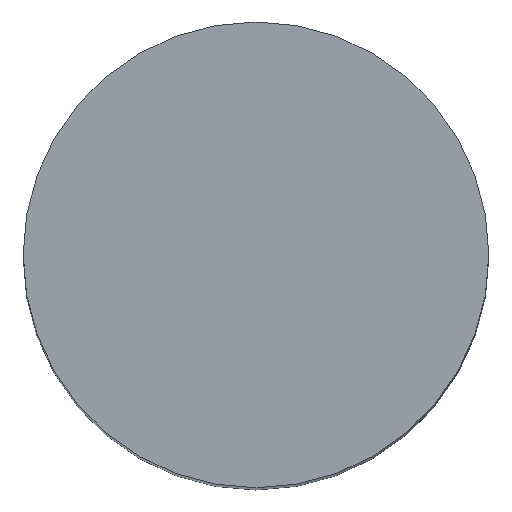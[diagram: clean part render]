
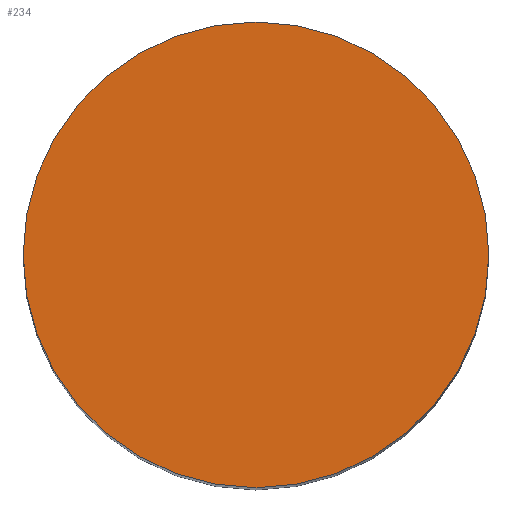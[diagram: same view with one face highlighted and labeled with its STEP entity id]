
A CAD part, top view. The second image highlights one B-rep face of the part: STEP entity #234.
In plain terms, the highlighted planar face has unit normal (0, 0, 1).
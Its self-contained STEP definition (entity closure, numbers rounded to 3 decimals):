
#17=PLANE('',#272);
#32=FACE_OUTER_BOUND('',#50,.T.);
#50=EDGE_LOOP('',(#173));
#111=CIRCLE('',#270,17.);
#119=VERTEX_POINT('',#373);
#139=EDGE_CURVE('',#119,#119,#111,.T.);
#173=ORIENTED_EDGE('',*,*,#139,.T.);
#234=ADVANCED_FACE('',(#32),#17,.T.);
#270=AXIS2_PLACEMENT_3D('',#374,#299,#300);
#272=AXIS2_PLACEMENT_3D('',#378,#304,#305);
#299=DIRECTION('center_axis',(0.,0.,1.));
#300=DIRECTION('ref_axis',(1.,0.,0.));
#304=DIRECTION('center_axis',(0.,0.,1.));
#305=DIRECTION('ref_axis',(1.,0.,0.));
#373=CARTESIAN_POINT('',(-17.,0.,95.));
#374=CARTESIAN_POINT('Origin',(0.,0.,95.));
#378=CARTESIAN_POINT('Origin',(0.,0.,95.));
